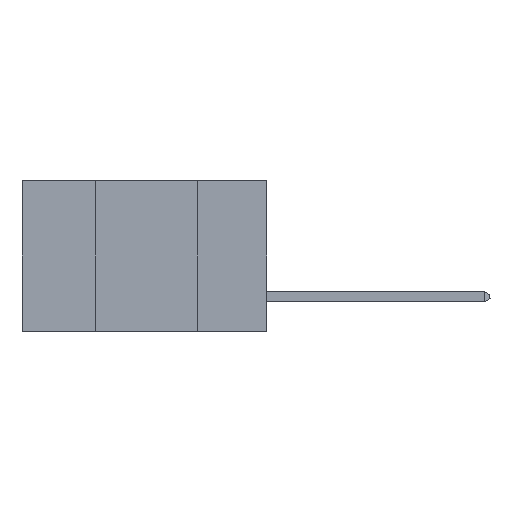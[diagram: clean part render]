
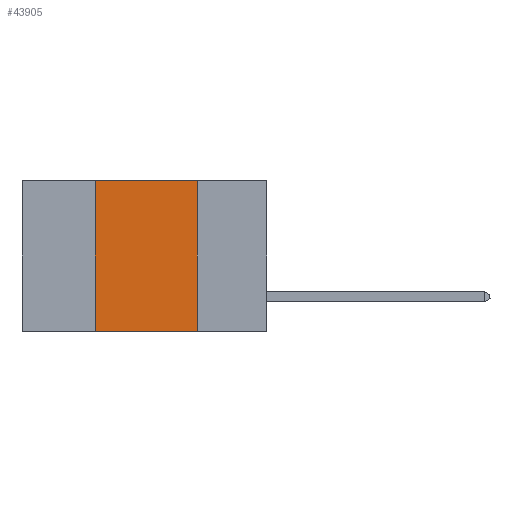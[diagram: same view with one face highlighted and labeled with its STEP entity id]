
A CAD part, left-side view. The second image highlights one B-rep face of the part: STEP entity #43905.
In plain terms, the highlighted planar face has unit normal (-1, 0, 0).
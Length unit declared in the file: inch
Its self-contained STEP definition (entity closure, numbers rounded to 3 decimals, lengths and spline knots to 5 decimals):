
#1131 = DIRECTION ( 'NONE',  ( 0., 0., -1. ) ) ;
#1403 = VECTOR ( 'NONE', #8766, 39.37008 ) ;
#1763 = VERTEX_POINT ( 'NONE', #20651 ) ;
#2307 = ORIENTED_EDGE ( 'NONE', *, *, #29173, .T. ) ;
#5035 = CARTESIAN_POINT ( 'NONE',  ( 0., 0.6, -0.37 ) ) ;
#5226 = CARTESIAN_POINT ( 'NONE',  ( 0., 0.17, 0. ) ) ;
#7689 = LINE ( 'NONE', #5035, #47982 ) ;
#8766 = DIRECTION ( 'NONE',  ( 0., 0., 1. ) ) ;
#14057 = VERTEX_POINT ( 'NONE', #34758 ) ;
#15956 = DIRECTION ( 'NONE',  ( 1., 0., 0. ) ) ;
#16302 = EDGE_CURVE ( 'NONE', #14057, #31750, #42950, .T. ) ;
#16621 = CARTESIAN_POINT ( 'NONE',  ( 0., 0.6, 0. ) ) ;
#19703 = EDGE_CURVE ( 'NONE', #1763, #14057, #36129, .T. ) ;
#19794 = DIRECTION ( 'NONE',  ( 0., 0., -1. ) ) ;
#20651 = CARTESIAN_POINT ( 'NONE',  ( 0., 0.42, 0. ) ) ;
#21493 = LINE ( 'NONE', #35127, #1403 ) ;
#22924 = CARTESIAN_POINT ( 'NONE',  ( 0., 0.17, -0.37 ) ) ;
#23613 = CARTESIAN_POINT ( 'NONE',  ( 0., 0.6, 0. ) ) ;
#24091 = PLANE ( 'NONE',  #32597 ) ;
#25034 = EDGE_LOOP ( 'NONE', ( #31550, #29207, #32750, #2307 ) ) ;
#26944 = VECTOR ( 'NONE', #1131, 39.37008 ) ;
#28248 = CARTESIAN_POINT ( 'NONE',  ( 0., 0.42, -0.37 ) ) ;
#29173 = EDGE_CURVE ( 'NONE', #34109, #31750, #7689, .T. ) ;
#29207 = ORIENTED_EDGE ( 'NONE', *, *, #19703, .F. ) ;
#31550 = ORIENTED_EDGE ( 'NONE', *, *, #16302, .F. ) ;
#31750 = VERTEX_POINT ( 'NONE', #22924 ) ;
#32597 = AXIS2_PLACEMENT_3D ( 'NONE', #16621, #15956, #19794 ) ;
#32750 = ORIENTED_EDGE ( 'NONE', *, *, #42498, .F. ) ;
#33189 = VECTOR ( 'NONE', #46472, 39.37008 ) ;
#34109 = VERTEX_POINT ( 'NONE', #28248 ) ;
#34758 = CARTESIAN_POINT ( 'NONE',  ( 0., 0.17, 0. ) ) ;
#35127 = CARTESIAN_POINT ( 'NONE',  ( 0., 0.42, 0. ) ) ;
#36129 = LINE ( 'NONE', #23613, #33189 ) ;
#38044 = FACE_OUTER_BOUND ( 'NONE', #25034, .T. ) ;
#42498 = EDGE_CURVE ( 'NONE', #34109, #1763, #21493, .T. ) ;
#42950 = LINE ( 'NONE', #5226, #26944 ) ;
#43409 = DIRECTION ( 'NONE',  ( 0., -1., 0. ) ) ;
#43905 = ADVANCED_FACE ( 'NONE', ( #38044 ), #24091, .F. ) ;
#46472 = DIRECTION ( 'NONE',  ( 0., -1., 0. ) ) ;
#47982 = VECTOR ( 'NONE', #43409, 39.37008 ) ;
